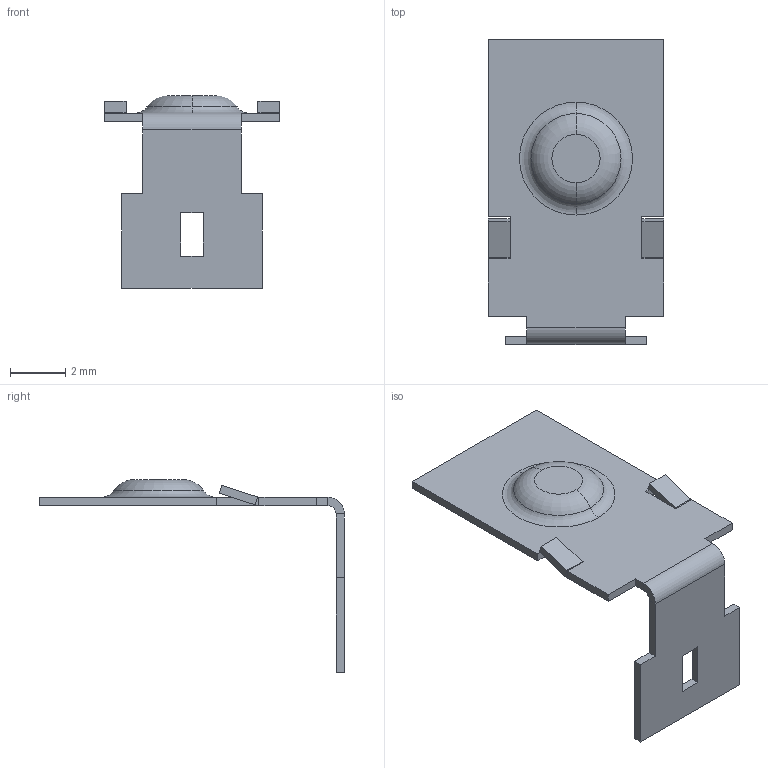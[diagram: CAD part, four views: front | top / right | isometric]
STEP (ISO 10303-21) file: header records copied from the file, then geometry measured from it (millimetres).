
FILE_DESCRIPTION (( 'STEP AP214' ), '1' );
FILE_NAME ('1076-1.STEP', '2016-01-08T20:20:54', ( '' ), ( '' ), 'SwSTEP 2.0', 'SolidWorks 2013', '' );
FILE_SCHEMA (( 'AUTOMOTIVE_DESIGN' ));
Length unit declared in the file: inch
Products named in the file (1): 1076-1
Bounding box: 6.35 x 11.05 x 6.99 mm (x, y, z)
Volume: 28.6 mm3; surface area: 207.2 mm2
Topology: 1 solids, 1 shells, 62 faces, 146 edges, 88 vertices
Faces by surface type: plane 48, torus 8, cylinder 6
Entity records: 1784 total; most frequent: DIRECTION 304, CARTESIAN_POINT 297, ORIENTED_EDGE 292, EDGE_CURVE 146, LINE 114, VECTOR 114, AXIS2_PLACEMENT_3D 95, VERTEX_POINT 88
